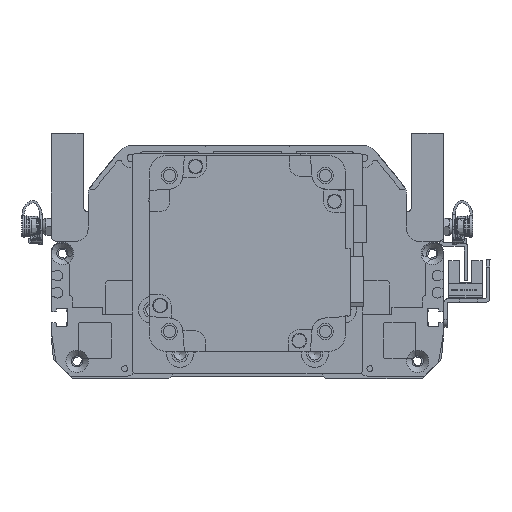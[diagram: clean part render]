
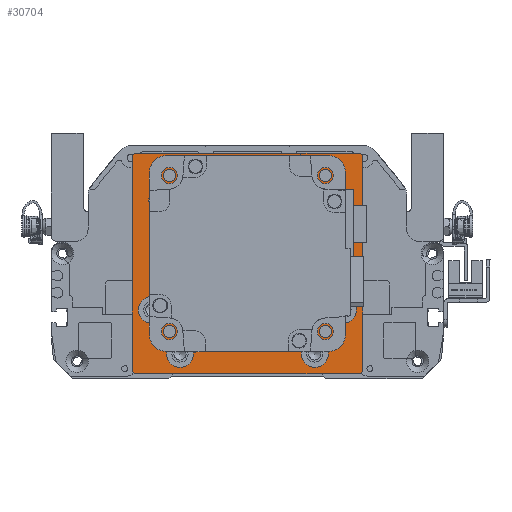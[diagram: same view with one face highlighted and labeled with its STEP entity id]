
A CAD part, front view. The second image highlights one B-rep face of the part: STEP entity #30704.
In plain terms, the highlighted face is planar.
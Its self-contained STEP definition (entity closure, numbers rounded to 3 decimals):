
#1908=FACE_BOUND('',#6640,.T.);
#1909=FACE_BOUND('',#6641,.T.);
#1910=FACE_BOUND('',#6642,.T.);
#1911=FACE_BOUND('',#6643,.T.);
#1912=FACE_BOUND('',#6644,.T.);
#1913=FACE_BOUND('',#6645,.T.);
#1914=FACE_BOUND('',#6646,.T.);
#1915=FACE_BOUND('',#6647,.T.);
#1916=FACE_BOUND('',#6648,.T.);
#2545=PLANE('',#34087);
#4753=FACE_OUTER_BOUND('',#6639,.T.);
#6639=EDGE_LOOP('',(#27995,#27996,#27997,#27998,#27999,#28000,#28001,#28002));
#6640=EDGE_LOOP('',(#28003));
#6641=EDGE_LOOP('',(#28004));
#6642=EDGE_LOOP('',(#28005));
#6643=EDGE_LOOP('',(#28006));
#6644=EDGE_LOOP('',(#28007));
#6645=EDGE_LOOP('',(#28008));
#6646=EDGE_LOOP('',(#28009));
#6647=EDGE_LOOP('',(#28010));
#6648=EDGE_LOOP('',(#28011));
#9003=LINE('',#54320,#11390);
#9005=LINE('',#54324,#11392);
#9008=LINE('',#54330,#11395);
#9009=LINE('',#54332,#11396);
#9010=LINE('',#54334,#11397);
#9011=LINE('',#54336,#11398);
#9012=LINE('',#54338,#11399);
#9013=LINE('',#54339,#11400);
#11390=VECTOR('',#42040,10.);
#11392=VECTOR('',#42044,10.);
#11395=VECTOR('',#42049,10.);
#11396=VECTOR('',#42050,10.);
#11397=VECTOR('',#42051,10.);
#11398=VECTOR('',#42052,10.);
#11399=VECTOR('',#42053,10.);
#11400=VECTOR('',#42054,10.);
#12996=CIRCLE('',#34088,35.);
#12997=CIRCLE('',#34089,2.459);
#12998=CIRCLE('',#34090,2.459);
#12999=CIRCLE('',#34091,2.459);
#13000=CIRCLE('',#34092,2.459);
#13001=CIRCLE('',#34093,5.5);
#13002=CIRCLE('',#34094,5.5);
#13003=CIRCLE('',#34095,5.5);
#13004=CIRCLE('',#34096,5.5);
#15712=VERTEX_POINT('',#54317);
#15713=VERTEX_POINT('',#54319);
#15714=VERTEX_POINT('',#54323);
#15716=VERTEX_POINT('',#54329);
#15717=VERTEX_POINT('',#54331);
#15718=VERTEX_POINT('',#54333);
#15719=VERTEX_POINT('',#54335);
#15720=VERTEX_POINT('',#54337);
#15721=VERTEX_POINT('',#54340);
#15722=VERTEX_POINT('',#54342);
#15723=VERTEX_POINT('',#54344);
#15724=VERTEX_POINT('',#54346);
#15725=VERTEX_POINT('',#54348);
#15726=VERTEX_POINT('',#54350);
#15727=VERTEX_POINT('',#54352);
#15728=VERTEX_POINT('',#54354);
#15729=VERTEX_POINT('',#54356);
#19870=EDGE_CURVE('',#15712,#15713,#9003,.T.);
#19872=EDGE_CURVE('',#15714,#15713,#9005,.T.);
#19875=EDGE_CURVE('',#15712,#15716,#9008,.T.);
#19876=EDGE_CURVE('',#15717,#15716,#9009,.T.);
#19877=EDGE_CURVE('',#15717,#15718,#9010,.T.);
#19878=EDGE_CURVE('',#15719,#15718,#9011,.T.);
#19879=EDGE_CURVE('',#15719,#15720,#9012,.T.);
#19880=EDGE_CURVE('',#15714,#15720,#9013,.T.);
#19881=EDGE_CURVE('',#15721,#15721,#12996,.T.);
#19882=EDGE_CURVE('',#15722,#15722,#12997,.T.);
#19883=EDGE_CURVE('',#15723,#15723,#12998,.T.);
#19884=EDGE_CURVE('',#15724,#15724,#12999,.T.);
#19885=EDGE_CURVE('',#15725,#15725,#13000,.T.);
#19886=EDGE_CURVE('',#15726,#15726,#13001,.T.);
#19887=EDGE_CURVE('',#15727,#15727,#13002,.T.);
#19888=EDGE_CURVE('',#15728,#15728,#13003,.T.);
#19889=EDGE_CURVE('',#15729,#15729,#13004,.T.);
#27995=ORIENTED_EDGE('',*,*,#19870,.F.);
#27996=ORIENTED_EDGE('',*,*,#19875,.T.);
#27997=ORIENTED_EDGE('',*,*,#19876,.F.);
#27998=ORIENTED_EDGE('',*,*,#19877,.T.);
#27999=ORIENTED_EDGE('',*,*,#19878,.F.);
#28000=ORIENTED_EDGE('',*,*,#19879,.T.);
#28001=ORIENTED_EDGE('',*,*,#19880,.F.);
#28002=ORIENTED_EDGE('',*,*,#19872,.T.);
#28003=ORIENTED_EDGE('',*,*,#19881,.T.);
#28004=ORIENTED_EDGE('',*,*,#19882,.T.);
#28005=ORIENTED_EDGE('',*,*,#19883,.T.);
#28006=ORIENTED_EDGE('',*,*,#19884,.T.);
#28007=ORIENTED_EDGE('',*,*,#19885,.T.);
#28008=ORIENTED_EDGE('',*,*,#19886,.T.);
#28009=ORIENTED_EDGE('',*,*,#19887,.T.);
#28010=ORIENTED_EDGE('',*,*,#19888,.T.);
#28011=ORIENTED_EDGE('',*,*,#19889,.T.);
#30704=ADVANCED_FACE('',(#4753,#1908,#1909,#1910,#1911,#1912,#1913,#1914,
#1915,#1916),#2545,.T.);
#34087=AXIS2_PLACEMENT_3D('',#54328,#42047,#42048);
#34088=AXIS2_PLACEMENT_3D('',#54341,#42055,#42056);
#34089=AXIS2_PLACEMENT_3D('',#54343,#42057,#42058);
#34090=AXIS2_PLACEMENT_3D('',#54345,#42059,#42060);
#34091=AXIS2_PLACEMENT_3D('',#54347,#42061,#42062);
#34092=AXIS2_PLACEMENT_3D('',#54349,#42063,#42064);
#34093=AXIS2_PLACEMENT_3D('',#54351,#42065,#42066);
#34094=AXIS2_PLACEMENT_3D('',#54353,#42067,#42068);
#34095=AXIS2_PLACEMENT_3D('',#54355,#42069,#42070);
#34096=AXIS2_PLACEMENT_3D('',#54357,#42071,#42072);
#42040=DIRECTION('',(0.707,0.707,0.));
#42044=DIRECTION('',(-1.,0.,0.));
#42047=DIRECTION('center_axis',(0.,0.,1.));
#42048=DIRECTION('ref_axis',(1.,0.,0.));
#42049=DIRECTION('',(0.,-1.,0.));
#42050=DIRECTION('',(-0.707,0.707,0.));
#42051=DIRECTION('',(1.,0.,0.));
#42052=DIRECTION('',(-0.707,-0.707,0.));
#42053=DIRECTION('',(0.,1.,0.));
#42054=DIRECTION('',(0.707,-0.707,0.));
#42055=DIRECTION('center_axis',(0.,0.,-1.));
#42056=DIRECTION('ref_axis',(1.,0.,0.));
#42057=DIRECTION('center_axis',(0.,0.,-1.));
#42058=DIRECTION('ref_axis',(1.,0.,0.));
#42059=DIRECTION('center_axis',(0.,0.,-1.));
#42060=DIRECTION('ref_axis',(1.,0.,0.));
#42061=DIRECTION('center_axis',(0.,0.,-1.));
#42062=DIRECTION('ref_axis',(1.,0.,0.));
#42063=DIRECTION('center_axis',(0.,0.,-1.));
#42064=DIRECTION('ref_axis',(1.,0.,0.));
#42065=DIRECTION('center_axis',(0.,0.,-1.));
#42066=DIRECTION('ref_axis',(1.,0.,0.));
#42067=DIRECTION('center_axis',(0.,0.,-1.));
#42068=DIRECTION('ref_axis',(1.,0.,0.));
#42069=DIRECTION('center_axis',(0.,0.,-1.));
#42070=DIRECTION('ref_axis',(1.,0.,0.));
#42071=DIRECTION('center_axis',(0.,0.,-1.));
#42072=DIRECTION('ref_axis',(1.,0.,0.));
#54317=CARTESIAN_POINT('',(-47.,44.5,76.));
#54319=CARTESIAN_POINT('',(-46.,45.5,76.));
#54320=CARTESIAN_POINT('',(-46.125,45.375,76.));
#54323=CARTESIAN_POINT('',(46.,45.5,76.));
#54324=CARTESIAN_POINT('',(47.,45.5,76.));
#54328=CARTESIAN_POINT('Origin',(0.,0.,
76.));
#54329=CARTESIAN_POINT('',(-47.,-43.5,76.));
#54330=CARTESIAN_POINT('',(-47.,44.5,76.));
#54331=CARTESIAN_POINT('',(-46.,-44.5,76.));
#54332=CARTESIAN_POINT('',(-45.875,-44.625,76.));
#54333=CARTESIAN_POINT('',(46.,-44.5,76.));
#54334=CARTESIAN_POINT('',(-47.,-44.5,76.));
#54335=CARTESIAN_POINT('',(47.,-43.5,76.));
#54336=CARTESIAN_POINT('',(45.875,-44.625,76.));
#54337=CARTESIAN_POINT('',(47.,44.5,76.));
#54338=CARTESIAN_POINT('',(47.,-44.5,76.));
#54339=CARTESIAN_POINT('',(46.125,45.375,76.));
#54340=CARTESIAN_POINT('',(-35.,4.5,76.));
#54341=CARTESIAN_POINT('Origin',(0.,4.5,76.));
#54342=CARTESIAN_POINT('',(29.361,-27.32,76.));
#54343=CARTESIAN_POINT('Origin',(31.82,-27.32,76.));
#54344=CARTESIAN_POINT('',(29.361,36.32,76.));
#54345=CARTESIAN_POINT('Origin',(31.82,36.32,76.));
#54346=CARTESIAN_POINT('',(-34.278,36.32,76.));
#54347=CARTESIAN_POINT('Origin',(-31.82,36.32,76.));
#54348=CARTESIAN_POINT('',(-34.278,-27.32,76.));
#54349=CARTESIAN_POINT('Origin',(-31.82,-27.32,76.));
#54350=CARTESIAN_POINT('',(-44.5,-18.5,76.));
#54351=CARTESIAN_POINT('Origin',(-39.,-18.5,76.));
#54352=CARTESIAN_POINT('',(33.5,-18.5,76.));
#54353=CARTESIAN_POINT('Origin',(39.,-18.5,76.));
#54354=CARTESIAN_POINT('',(22.,-36.5,76.));
#54355=CARTESIAN_POINT('Origin',(27.5,-36.5,76.));
#54356=CARTESIAN_POINT('',(-33.,-36.5,76.));
#54357=CARTESIAN_POINT('Origin',(-27.5,-36.5,76.));
